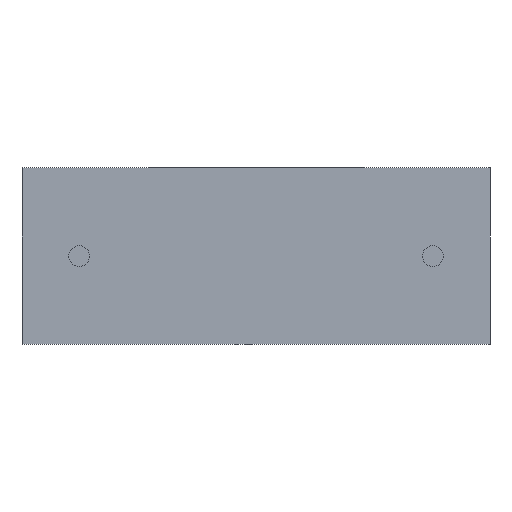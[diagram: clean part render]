
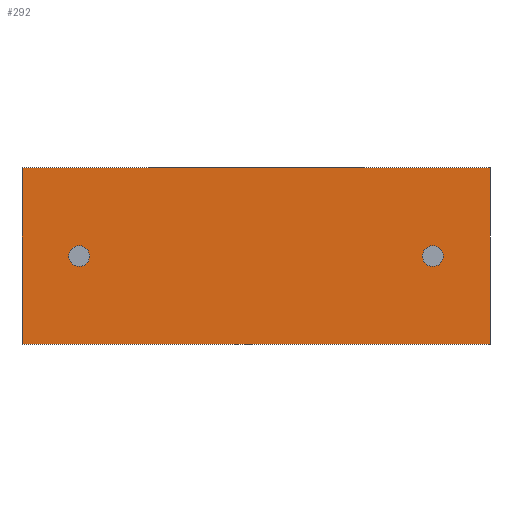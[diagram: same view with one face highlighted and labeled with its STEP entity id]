
A CAD part, front view. The second image highlights one B-rep face of the part: STEP entity #292.
In plain terms, the highlighted planar face has unit normal (0, -1, 0).
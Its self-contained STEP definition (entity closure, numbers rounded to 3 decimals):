
#18 = LINE ( 'NONE', #1659, #410 ) ;
#54 = ORIENTED_EDGE ( 'NONE', *, *, #114, .F. ) ;
#72 = DIRECTION ( 'NONE',  ( 0., 0., 1. ) ) ;
#81 = ORIENTED_EDGE ( 'NONE', *, *, #2479, .F. ) ;
#97 = LINE ( 'NONE', #2403, #317 ) ;
#107 = CARTESIAN_POINT ( 'NONE',  ( 11.85, 0., 2.25 ) ) ;
#114 = EDGE_CURVE ( 'NONE', #820, #2026, #1922, .T. ) ;
#146 = EDGE_CURVE ( 'NONE', #2159, #2235, #18, .T. ) ;
#160 = EDGE_CURVE ( 'NONE', #1658, #2159, #644, .T. ) ;
#181 = EDGE_LOOP ( 'NONE', ( #54, #81 ) ) ;
#191 = CARTESIAN_POINT ( 'NONE',  ( 0., 0., 5.1 ) ) ;
#200 = AXIS2_PLACEMENT_3D ( 'NONE', #1596, #660, #1054 ) ;
#278 = DIRECTION ( 'NONE',  ( 0., 0., -1. ) ) ;
#292 = ADVANCED_FACE ( 'NONE', ( #2364, #493, #1326 ), #1436, .F. ) ;
#297 = EDGE_CURVE ( 'NONE', #1658, #1654, #97, .T. ) ;
#317 = VECTOR ( 'NONE', #278, 1000. ) ;
#331 = DIRECTION ( 'NONE',  ( 0., 0., 1. ) ) ;
#372 = CIRCLE ( 'NONE', #2028, 0.3 ) ;
#402 = AXIS2_PLACEMENT_3D ( 'NONE', #2196, #486, #72 ) ;
#403 = CIRCLE ( 'NONE', #2304, 0.3 ) ;
#410 = VECTOR ( 'NONE', #2225, 1000. ) ;
#486 = DIRECTION ( 'NONE',  ( 0., -1., 0. ) ) ;
#493 = FACE_OUTER_BOUND ( 'NONE', #2375, .T. ) ;
#611 = EDGE_LOOP ( 'NONE', ( #1581, #716 ) ) ;
#644 = LINE ( 'NONE', #1635, #1181 ) ;
#660 = DIRECTION ( 'NONE',  ( 0., 1., 0. ) ) ;
#699 = CARTESIAN_POINT ( 'NONE',  ( 1.65, 0., 2.55 ) ) ;
#716 = ORIENTED_EDGE ( 'NONE', *, *, #961, .T. ) ;
#740 = CARTESIAN_POINT ( 'NONE',  ( 13.5, 0., 0. ) ) ;
#762 = CIRCLE ( 'NONE', #1127, 0.3 ) ;
#791 = ORIENTED_EDGE ( 'NONE', *, *, #160, .F. ) ;
#820 = VERTEX_POINT ( 'NONE', #1706 ) ;
#931 = DIRECTION ( 'NONE',  ( 0., 1., 0. ) ) ;
#961 = EDGE_CURVE ( 'NONE', #2146, #2433, #403, .T. ) ;
#1001 = VECTOR ( 'NONE', #1422, 1000. ) ;
#1015 = CARTESIAN_POINT ( 'NONE',  ( 11.85, 0., 2.85 ) ) ;
#1054 = DIRECTION ( 'NONE',  ( 0., 0., 1. ) ) ;
#1104 = ORIENTED_EDGE ( 'NONE', *, *, #1304, .T. ) ;
#1127 = AXIS2_PLACEMENT_3D ( 'NONE', #699, #2240, #331 ) ;
#1148 = LINE ( 'NONE', #1823, #1001 ) ;
#1181 = VECTOR ( 'NONE', #1273, 1000. ) ;
#1202 = DIRECTION ( 'NONE',  ( 0., 0., -1. ) ) ;
#1273 = DIRECTION ( 'NONE',  ( 1., 0., 0. ) ) ;
#1292 = DIRECTION ( 'NONE',  ( 0., 0., -1. ) ) ;
#1304 = EDGE_CURVE ( 'NONE', #1654, #2235, #1148, .T. ) ;
#1326 = FACE_BOUND ( 'NONE', #181, .T. ) ;
#1422 = DIRECTION ( 'NONE',  ( 1., 0., 0. ) ) ;
#1436 = PLANE ( 'NONE',  #200 ) ;
#1445 = EDGE_CURVE ( 'NONE', #2433, #2146, #372, .T. ) ;
#1538 = CARTESIAN_POINT ( 'NONE',  ( 11.85, 0., 2.55 ) ) ;
#1559 = DIRECTION ( 'NONE',  ( 0., 1., 0. ) ) ;
#1581 = ORIENTED_EDGE ( 'NONE', *, *, #1445, .T. ) ;
#1591 = CARTESIAN_POINT ( 'NONE',  ( 0., 0., 0. ) ) ;
#1596 = CARTESIAN_POINT ( 'NONE',  ( 0., 0., 5.1 ) ) ;
#1635 = CARTESIAN_POINT ( 'NONE',  ( 0., 0., 5.1 ) ) ;
#1654 = VERTEX_POINT ( 'NONE', #1591 ) ;
#1658 = VERTEX_POINT ( 'NONE', #191 ) ;
#1659 = CARTESIAN_POINT ( 'NONE',  ( 13.5, 0., 5.1 ) ) ;
#1706 = CARTESIAN_POINT ( 'NONE',  ( 1.65, 0., 2.85 ) ) ;
#1823 = CARTESIAN_POINT ( 'NONE',  ( 0., 0., 0. ) ) ;
#1842 = ORIENTED_EDGE ( 'NONE', *, *, #146, .F. ) ;
#1867 = ORIENTED_EDGE ( 'NONE', *, *, #297, .T. ) ;
#1905 = CARTESIAN_POINT ( 'NONE',  ( 1.65, 0., 2.25 ) ) ;
#1922 = CIRCLE ( 'NONE', #402, 0.3 ) ;
#2026 = VERTEX_POINT ( 'NONE', #1905 ) ;
#2028 = AXIS2_PLACEMENT_3D ( 'NONE', #2458, #931, #1292 ) ;
#2146 = VERTEX_POINT ( 'NONE', #107 ) ;
#2159 = VERTEX_POINT ( 'NONE', #2414 ) ;
#2196 = CARTESIAN_POINT ( 'NONE',  ( 1.65, 0., 2.55 ) ) ;
#2225 = DIRECTION ( 'NONE',  ( 0., 0., -1. ) ) ;
#2235 = VERTEX_POINT ( 'NONE', #740 ) ;
#2240 = DIRECTION ( 'NONE',  ( 0., -1., 0. ) ) ;
#2304 = AXIS2_PLACEMENT_3D ( 'NONE', #1538, #1559, #1202 ) ;
#2364 = FACE_BOUND ( 'NONE', #611, .T. ) ;
#2375 = EDGE_LOOP ( 'NONE', ( #1104, #1842, #791, #1867 ) ) ;
#2403 = CARTESIAN_POINT ( 'NONE',  ( 0., 0., 5.1 ) ) ;
#2414 = CARTESIAN_POINT ( 'NONE',  ( 13.5, 0., 5.1 ) ) ;
#2433 = VERTEX_POINT ( 'NONE', #1015 ) ;
#2458 = CARTESIAN_POINT ( 'NONE',  ( 11.85, 0., 2.55 ) ) ;
#2479 = EDGE_CURVE ( 'NONE', #2026, #820, #762, .T. ) ;
